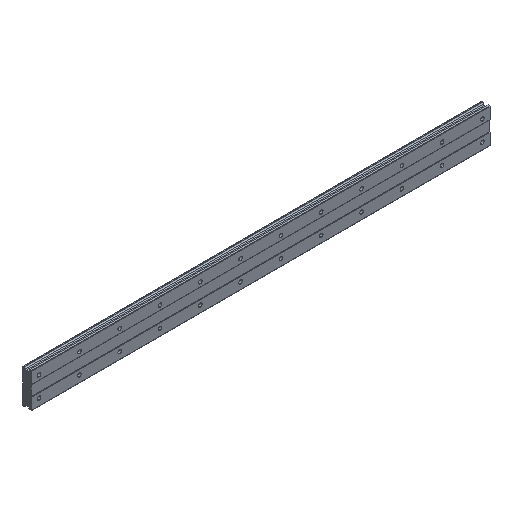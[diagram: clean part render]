
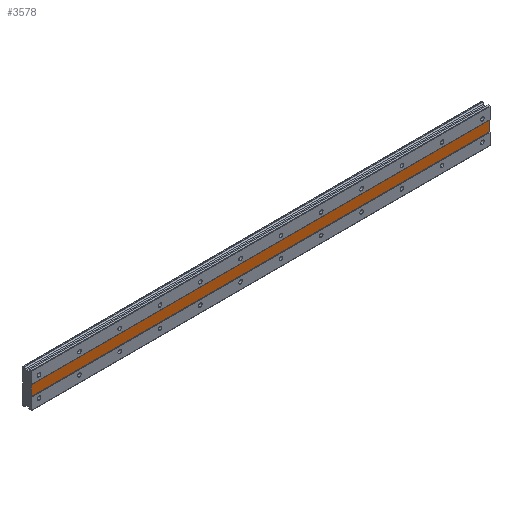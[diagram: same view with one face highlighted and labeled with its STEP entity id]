
A CAD part, isometric view. The second image highlights one B-rep face of the part: STEP entity #3578.
In plain terms, the highlighted planar face has unit normal (0, -1, 0).
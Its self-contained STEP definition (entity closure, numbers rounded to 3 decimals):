
#76 = LINE ( 'NONE', #829, #4470 ) ;
#226 = VECTOR ( 'NONE', #1732, 1000. ) ;
#327 = CARTESIAN_POINT ( 'NONE',  ( 895., 1., 10. ) ) ;
#343 = EDGE_LOOP ( 'NONE', ( #1941, #2237, #4523, #2261 ) ) ;
#829 = CARTESIAN_POINT ( 'NONE',  ( 895., 1., 34.482 ) ) ;
#917 = EDGE_CURVE ( 'NONE', #3216, #2314, #1440, .T. ) ;
#1197 = CARTESIAN_POINT ( 'NONE',  ( -15., 1., 34.482 ) ) ;
#1407 = EDGE_CURVE ( 'NONE', #1711, #3216, #2228, .T. ) ;
#1409 = DIRECTION ( 'NONE',  ( 0., 1., 0. ) ) ;
#1433 = PLANE ( 'NONE',  #3536 ) ;
#1440 = LINE ( 'NONE', #3587, #3718 ) ;
#1711 = VERTEX_POINT ( 'NONE', #2941 ) ;
#1732 = DIRECTION ( 'NONE',  ( 1., 0., 0. ) ) ;
#1941 = ORIENTED_EDGE ( 'NONE', *, *, #917, .T. ) ;
#2228 = LINE ( 'NONE', #1197, #4215 ) ;
#2237 = ORIENTED_EDGE ( 'NONE', *, *, #2519, .F. ) ;
#2246 = CARTESIAN_POINT ( 'NONE',  ( 895., 1., -10. ) ) ;
#2261 = ORIENTED_EDGE ( 'NONE', *, *, #1407, .T. ) ;
#2314 = VERTEX_POINT ( 'NONE', #2246 ) ;
#2519 = EDGE_CURVE ( 'NONE', #3508, #2314, #76, .T. ) ;
#2566 = FACE_OUTER_BOUND ( 'NONE', #343, .T. ) ;
#2744 = EDGE_CURVE ( 'NONE', #1711, #3508, #4678, .T. ) ;
#2941 = CARTESIAN_POINT ( 'NONE',  ( -15., 1., 10. ) ) ;
#3186 = DIRECTION ( 'NONE',  ( 1., 0., 0. ) ) ;
#3216 = VERTEX_POINT ( 'NONE', #4026 ) ;
#3235 = DIRECTION ( 'NONE',  ( 0., 0., 1. ) ) ;
#3508 = VERTEX_POINT ( 'NONE', #3582 ) ;
#3536 = AXIS2_PLACEMENT_3D ( 'NONE', #4043, #1409, #3235 ) ;
#3578 = ADVANCED_FACE ( 'NONE', ( #2566 ), #1433, .F. ) ;
#3582 = CARTESIAN_POINT ( 'NONE',  ( 895., 1., 10. ) ) ;
#3587 = CARTESIAN_POINT ( 'NONE',  ( 895., 1., -10. ) ) ;
#3718 = VECTOR ( 'NONE', #3186, 1000. ) ;
#3726 = DIRECTION ( 'NONE',  ( 0., 0., -1. ) ) ;
#4026 = CARTESIAN_POINT ( 'NONE',  ( -15., 1., -10. ) ) ;
#4043 = CARTESIAN_POINT ( 'NONE',  ( 895., 1., 10. ) ) ;
#4076 = DIRECTION ( 'NONE',  ( 0., 0., -1. ) ) ;
#4215 = VECTOR ( 'NONE', #3726, 1000. ) ;
#4470 = VECTOR ( 'NONE', #4076, 1000. ) ;
#4523 = ORIENTED_EDGE ( 'NONE', *, *, #2744, .F. ) ;
#4678 = LINE ( 'NONE', #327, #226 ) ;
